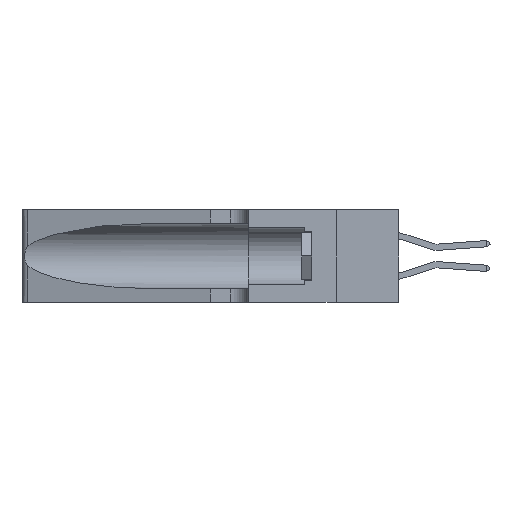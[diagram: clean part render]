
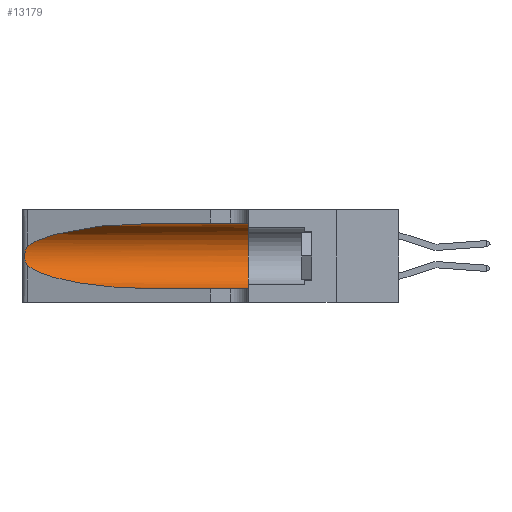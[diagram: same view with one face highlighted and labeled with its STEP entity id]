
A CAD part, left-side view. The second image highlights one B-rep face of the part: STEP entity #13179.
In plain terms, the highlighted cylindrical face has radius 3.308 mm (diameter 6.617 mm), a partial arc.
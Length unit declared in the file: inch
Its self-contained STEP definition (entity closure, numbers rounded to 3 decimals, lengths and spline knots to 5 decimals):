
#676 = EDGE_CURVE ( 'NONE', #35649, #23776, #2799, .T. ) ;
#750 = VERTEX_POINT ( 'NONE', #26203 ) ;
#1047 = DIRECTION ( 'NONE',  ( 0., -1., 0. ) ) ;
#1882 = EDGE_CURVE ( 'NONE', #750, #8005, #12325, .T. ) ;
#2799 =( BOUNDED_CURVE ( )  B_SPLINE_CURVE ( 3, ( #18604, #23234, #37962, #21978 ),
 .UNSPECIFIED., .F., .T. ) 
 B_SPLINE_CURVE_WITH_KNOTS ( ( 4, 4 ),
 ( 1.5708, 2.84003 ),
 .UNSPECIFIED. ) 
 CURVE ( )  GEOMETRIC_REPRESENTATION_ITEM ( )  RATIONAL_B_SPLINE_CURVE ( ( 1., 0.87, 0.87, 1. ) ) 
 REPRESENTATION_ITEM ( '' )  );
#3102 = CARTESIAN_POINT ( 'NONE',  ( 0.25555, 1.22993, 0.14849 ) ) ;
#4101 =( BOUNDED_CURVE ( )  B_SPLINE_CURVE ( 3, ( #34797, #13079, #25621, #6978 ),
 .UNSPECIFIED., .F., .F. ) 
 B_SPLINE_CURVE_WITH_KNOTS ( ( 4, 4 ),
 ( 3.44316, 4.71239 ),
 .UNSPECIFIED. ) 
 CURVE ( )  GEOMETRIC_REPRESENTATION_ITEM ( )  RATIONAL_B_SPLINE_CURVE ( ( 1., 0.87, 0.87, 1. ) ) 
 REPRESENTATION_ITEM ( '' )  );
#5003 = DIRECTION ( 'NONE',  ( 0., -1., 0. ) ) ;
#5783 = FACE_OUTER_BOUND ( 'NONE', #15624, .T. ) ;
#6978 = CARTESIAN_POINT ( 'NONE',  ( 0.1305, 0.72297, 0.05475 ) ) ;
#7121 = B_SPLINE_CURVE_WITH_KNOTS ( 'NONE', 3,
 ( #15397, #18554, #27906, #9290, #31015, #12383, #34120, #15532, #37199, #18697, #40330, #21830, #3102, #24940 ),
 .UNSPECIFIED., .F., .F.,
 ( 4, 2, 2, 2, 2, 2, 4 ),
 ( 0., 0.00027, 0.00053, 0.00107, 0.0016, 0.00187, 0.00214 ),
 .UNSPECIFIED. ) ;
#7282 = CARTESIAN_POINT ( 'NONE',  ( 0.1305, 1.61858, 0.31525 ) ) ;
#7512 = CARTESIAN_POINT ( 'NONE',  ( 0.1305, 0.35, 0.31525 ) ) ;
#8005 = VERTEX_POINT ( 'NONE', #37325 ) ;
#8160 = LINE ( 'NONE', #7282, #23779 ) ;
#8617 = CARTESIAN_POINT ( 'NONE',  ( 0.25487, 1.22718, 0.14631 ) ) ;
#9290 = CARTESIAN_POINT ( 'NONE',  ( 0.25787, 1.23484, 0.2124 ) ) ;
#10427 = DIRECTION ( 'NONE',  ( 0., -1., 0. ) ) ;
#11375 = VECTOR ( 'NONE', #1047, 39.37008 ) ;
#11822 = EDGE_CURVE ( 'NONE', #38300, #8005, #33163, .T. ) ;
#12325 = LINE ( 'NONE', #38382, #11375 ) ;
#12383 = CARTESIAN_POINT ( 'NONE',  ( 0.26018, 1.23835, 0.19895 ) ) ;
#13079 = CARTESIAN_POINT ( 'NONE',  ( 0.2373, 1.15595, 0.08982 ) ) ;
#13085 = CYLINDRICAL_SURFACE ( 'NONE', #14805, 0.13025 ) ;
#13179 = ADVANCED_FACE ( 'NONE', ( #5783 ), #13085, .F. ) ;
#13921 = CARTESIAN_POINT ( 'NONE',  ( 0.1305, 0.72297, 0.31525 ) ) ;
#14805 = AXIS2_PLACEMENT_3D ( 'NONE', #39066, #5003, #26790 ) ;
#15057 = VERTEX_POINT ( 'NONE', #8617 ) ;
#15234 = EDGE_CURVE ( 'NONE', #23776, #15057, #7121, .T. ) ;
#15397 = CARTESIAN_POINT ( 'NONE',  ( 0.25487, 1.22718, 0.22369 ) ) ;
#15532 = CARTESIAN_POINT ( 'NONE',  ( 0.26075, 1.23896, 0.178 ) ) ;
#15624 = EDGE_LOOP ( 'NONE', ( #21616, #29001, #17238, #16696, #32137, #18519 ) ) ;
#15822 = AXIS2_PLACEMENT_3D ( 'NONE', #16963, #38619, #20108 ) ;
#16143 = CARTESIAN_POINT ( 'NONE',  ( 0.25487, 1.22718, 0.22369 ) ) ;
#16696 = ORIENTED_EDGE ( 'NONE', *, *, #1882, .T. ) ;
#16963 = CARTESIAN_POINT ( 'NONE',  ( 0.1305, 0.35, 0.185 ) ) ;
#17238 = ORIENTED_EDGE ( 'NONE', *, *, #38196, .T. ) ;
#18519 = ORIENTED_EDGE ( 'NONE', *, *, #25784, .F. ) ;
#18554 = CARTESIAN_POINT ( 'NONE',  ( 0.25555, 1.22994, 0.2215 ) ) ;
#18604 = CARTESIAN_POINT ( 'NONE',  ( 0.1305, 0.72297, 0.31525 ) ) ;
#18697 = CARTESIAN_POINT ( 'NONE',  ( 0.25856, 1.23593, 0.16098 ) ) ;
#20108 = DIRECTION ( 'NONE',  ( 0., 0., 1. ) ) ;
#21616 = ORIENTED_EDGE ( 'NONE', *, *, #676, .T. ) ;
#21830 = CARTESIAN_POINT ( 'NONE',  ( 0.25639, 1.23186, 0.15144 ) ) ;
#21978 = CARTESIAN_POINT ( 'NONE',  ( 0.25487, 1.22718, 0.22369 ) ) ;
#23234 = CARTESIAN_POINT ( 'NONE',  ( 0.18966, 0.96281, 0.31525 ) ) ;
#23776 = VERTEX_POINT ( 'NONE', #16143 ) ;
#23779 = VECTOR ( 'NONE', #10427, 39.37008 ) ;
#24940 = CARTESIAN_POINT ( 'NONE',  ( 0.25487, 1.22718, 0.14631 ) ) ;
#25621 = CARTESIAN_POINT ( 'NONE',  ( 0.18966, 0.96281, 0.05475 ) ) ;
#25784 = EDGE_CURVE ( 'NONE', #35649, #38300, #8160, .T. ) ;
#26203 = CARTESIAN_POINT ( 'NONE',  ( 0.1305, 0.72297, 0.05475 ) ) ;
#26790 = DIRECTION ( 'NONE',  ( 0., 0., -1. ) ) ;
#27906 = CARTESIAN_POINT ( 'NONE',  ( 0.25639, 1.23184, 0.21858 ) ) ;
#29001 = ORIENTED_EDGE ( 'NONE', *, *, #15234, .T. ) ;
#31015 = CARTESIAN_POINT ( 'NONE',  ( 0.25854, 1.2359, 0.20912 ) ) ;
#32137 = ORIENTED_EDGE ( 'NONE', *, *, #11822, .F. ) ;
#33163 = CIRCLE ( 'NONE', #15822, 0.13025 ) ;
#34120 = CARTESIAN_POINT ( 'NONE',  ( 0.26075, 1.23896, 0.19203 ) ) ;
#34797 = CARTESIAN_POINT ( 'NONE',  ( 0.25487, 1.22718, 0.14631 ) ) ;
#35649 = VERTEX_POINT ( 'NONE', #13921 ) ;
#37199 = CARTESIAN_POINT ( 'NONE',  ( 0.26017, 1.23833, 0.17102 ) ) ;
#37325 = CARTESIAN_POINT ( 'NONE',  ( 0.1305, 0.35, 0.05475 ) ) ;
#37962 = CARTESIAN_POINT ( 'NONE',  ( 0.2373, 1.15595, 0.28018 ) ) ;
#38196 = EDGE_CURVE ( 'NONE', #15057, #750, #4101, .T. ) ;
#38300 = VERTEX_POINT ( 'NONE', #7512 ) ;
#38382 = CARTESIAN_POINT ( 'NONE',  ( 0.1305, 1.61858, 0.05475 ) ) ;
#38619 = DIRECTION ( 'NONE',  ( 0., 1., 0. ) ) ;
#39066 = CARTESIAN_POINT ( 'NONE',  ( 0.1305, 1.61858, 0.185 ) ) ;
#40330 = CARTESIAN_POINT ( 'NONE',  ( 0.25789, 1.23486, 0.15765 ) ) ;
